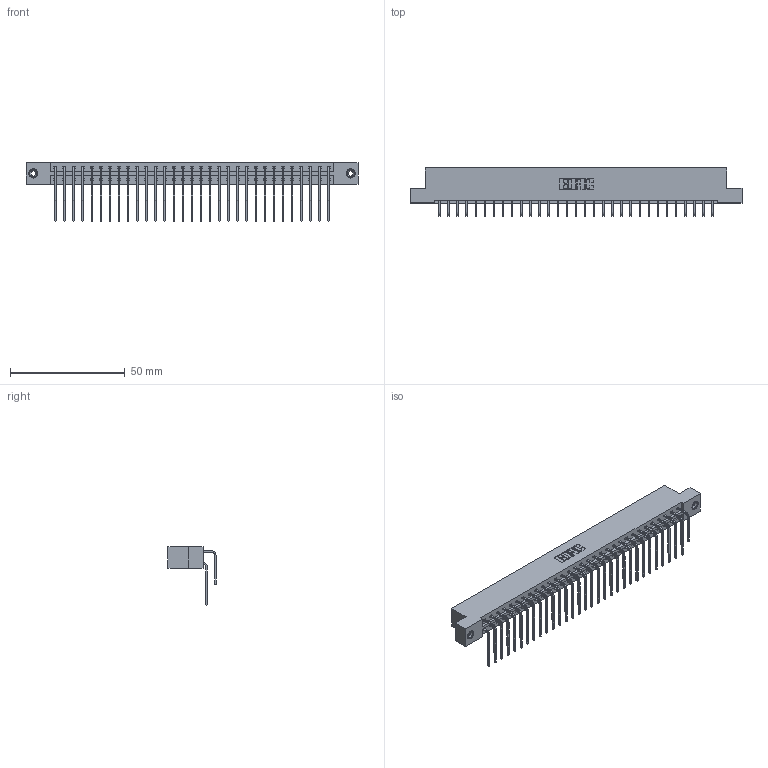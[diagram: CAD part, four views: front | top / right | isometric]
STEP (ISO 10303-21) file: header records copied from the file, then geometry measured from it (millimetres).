
FILE_DESCRIPTION (( 'STEP AP203' ), '1' );
FILE_NAME ('833-062-559-208.STEP', '2020-06-05T06:22:29', ( '' ), ( '' ), 'SwSTEP 2.0', 'SolidWorks 2020', '' );
FILE_SCHEMA (( 'CONFIG_CONTROL_DESIGN' ));
Length unit declared in the file: inch
Products named in the file (5): 345-292-001_558 559 Tail - 1; 345-250-001_345-250-003-102; 345-292-001_559 Tail - 2; 833 Part_Flush - .156 Dia - TI; 833-062-559-208
Assembly tree (65 placements, depth 2):
  833-062-559-208
    833 Part_Flush - .156 Dia - TI
    345-292-001_558 559 Tail - 1  x31
    345-292-001_559 Tail - 2  x31
    345-250-001_345-250-003-102  x2
Bounding box: 144.37 x 20.9 x 25.53 mm (x, y, z)
Volume: 14988 mm3; surface area: 19404.6 mm2
Topology: 65 solids, 65 shells, 3522 faces, 10429 edges, 6862 vertices
Faces by surface type: plane 2458, cylinder 1048, cone 12, torus 4
Entity records: 24336 total; most frequent: CARTESIAN_POINT 4080, ORIENTED_EDGE 3958, DIRECTION 3517, EDGE_CURVE 1979, LINE 1791, VECTOR 1791, VERTEX_POINT 1312, AXIS2_PLACEMENT_3D 863
